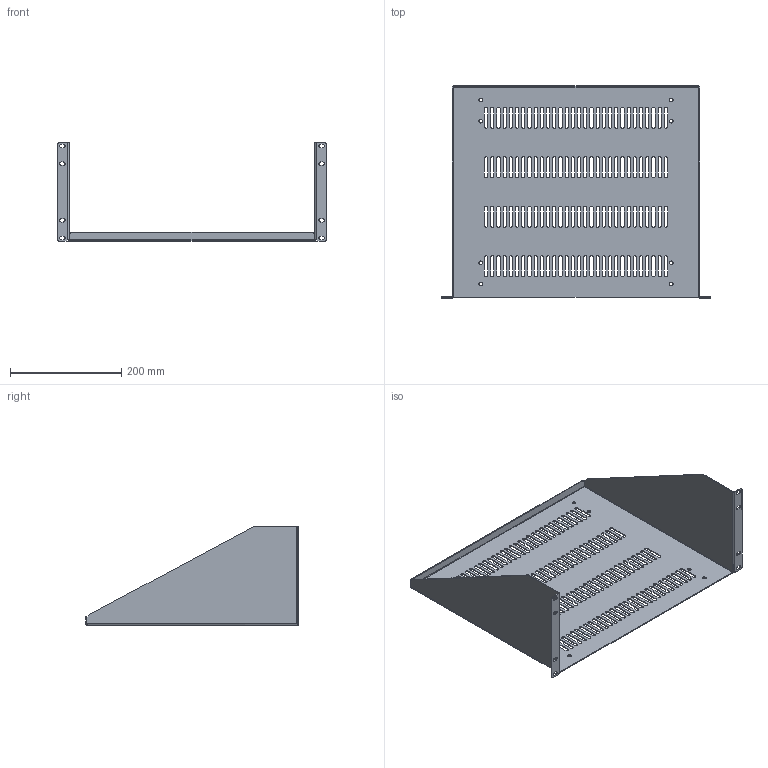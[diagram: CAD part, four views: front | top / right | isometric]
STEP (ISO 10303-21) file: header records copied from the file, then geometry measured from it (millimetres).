
FILE_DESCRIPTION (( 'STEP AP203' ), '1' );
FILE_NAME ('RASV190715BK1.step', '2020-11-12T15:55:55', ( 'ADC123' ), ( 'Microsoft' ), 'SwSTEP 2.0', 'SolidWorks 2019', '' );
FILE_SCHEMA (( 'CONFIG_CONTROL_DESIGN' ));
Length unit declared in the file: inch
Products named in the file (1): RASV190715BK1
Bounding box: 482.75 x 381 x 176.99 mm (x, y, z)
Volume: 435429.8 mm3; surface area: 499147.4 mm2
Topology: 1 solids, 1 shells, 584 faces, 1722 edges, 1140 vertices
Faces by surface type: plane 296, cylinder 284, bspline 4
Full cylindrical faces by diameter (mm): 6.35 x8
Entity records: 20401 total; most frequent: CARTESIAN_POINT 3743, ORIENTED_EDGE 3428, DIRECTION 3416, EDGE_CURVE 1714, AXIS2_PLACEMENT_3D 1141, VERTEX_POINT 1140, LINE 1134, VECTOR 1134
